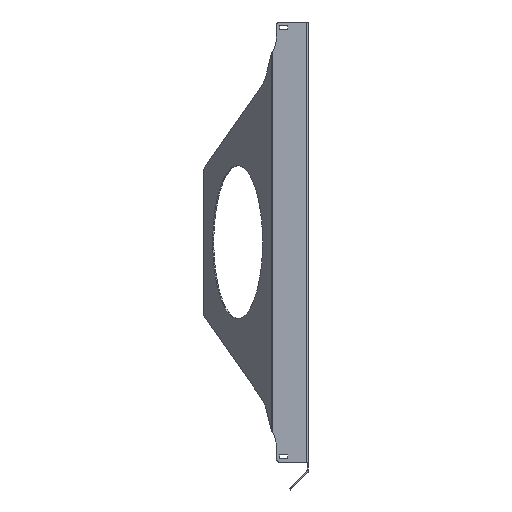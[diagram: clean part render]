
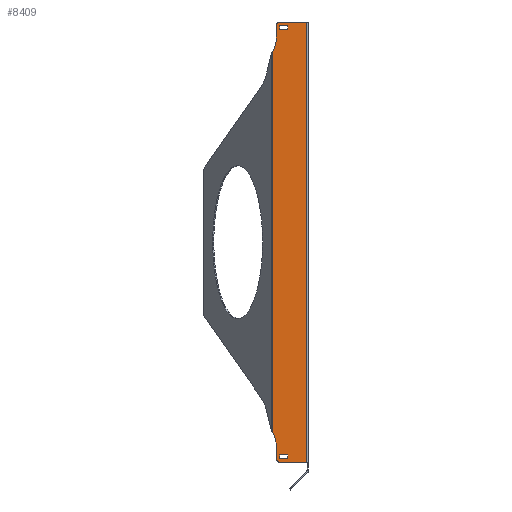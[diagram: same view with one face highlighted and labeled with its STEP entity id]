
A CAD part, left-side view. The second image highlights one B-rep face of the part: STEP entity #8409.
In plain terms, the highlighted planar face has unit normal (-1, 0, 0).
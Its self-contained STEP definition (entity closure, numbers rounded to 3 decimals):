
#3142=CARTESIAN_POINT('',(3472.088,0.737,-8370.034));
#3143=VERTEX_POINT('',#3142);
#3167=CARTESIAN_POINT('',(3472.088,0.737,-8972.133));
#3168=VERTEX_POINT('',#3167);
#3201=CARTESIAN_POINT('',(3472.088,0.737,-8967.133));
#3202=DIRECTION('',(0.0,0.0,-1.0));
#3203=VECTOR('',#3202,1.0);
#3204=LINE('',#3201,#3203);
#3205=EDGE_CURVE('no 24465',#3143,#3168,#3204,.T.);
#7599=CARTESIAN_POINT('',(3472.088,46.607,-8931.728));
#7600=VERTEX_POINT('',#7599);
#7857=CARTESIAN_POINT('',(3472.088,46.607,-8410.439));
#7858=VERTEX_POINT('',#7857);
#7919=CARTESIAN_POINT('',(3472.088,37.298,-8962.033));
#7920=VERTEX_POINT('',#7919);
#7927=CARTESIAN_POINT('',(3472.088,37.298,-8967.233));
#7928=VERTEX_POINT('',#7927);
#7929=CARTESIAN_POINT('',(3472.088,37.298,-8967.233));
#7930=DIRECTION('',(0.0,0.0,1.0));
#7931=VECTOR('',#7930,1.0);
#7932=LINE('',#7929,#7931);
#7933=EDGE_CURVE('no 24926',#7928,#7920,#7932,.T.);
#7958=CARTESIAN_POINT('',(3472.088,26.298,-8967.233));
#7959=VERTEX_POINT('',#7958);
#7960=CARTESIAN_POINT('',(3472.088,26.298,-8967.233));
#7961=DIRECTION('',(0.0,1.0,0.0));
#7962=VECTOR('',#7961,1.0);
#7963=LINE('',#7960,#7962);
#7964=EDGE_CURVE('no 24925',#7959,#7928,#7963,.T.);
#7989=CARTESIAN_POINT('',(3472.088,26.298,-8962.033));
#7990=VERTEX_POINT('',#7989);
#7991=CARTESIAN_POINT('',(3472.088,26.298,-8967.233));
#7992=DIRECTION('',(0.0,0.0,-1.0));
#7993=VECTOR('',#7992,1.0);
#7994=LINE('',#7991,#7993);
#7995=EDGE_CURVE('no 24924',#7990,#7959,#7994,.T.);
#8018=CARTESIAN_POINT('',(3472.088,26.298,-8962.033));
#8019=DIRECTION('',(0.0,-1.0,0.0));
#8020=VECTOR('',#8019,1.0);
#8021=LINE('',#8018,#8020);
#8022=EDGE_CURVE('no 24923',#7920,#7990,#8021,.T.);
#8043=CARTESIAN_POINT('',(3472.088,37.298,-8380.134));
#8044=VERTEX_POINT('',#8043);
#8051=CARTESIAN_POINT('',(3472.088,26.298,-8380.134));
#8052=VERTEX_POINT('',#8051);
#8053=CARTESIAN_POINT('',(3472.088,26.298,-8380.134));
#8054=DIRECTION('',(0.0,1.0,0.0));
#8055=VECTOR('',#8054,1.0);
#8056=LINE('',#8053,#8055);
#8057=EDGE_CURVE('no 24922',#8052,#8044,#8056,.T.);
#8082=CARTESIAN_POINT('',(3472.088,26.298,-8374.934));
#8083=VERTEX_POINT('',#8082);
#8084=CARTESIAN_POINT('',(3472.088,26.298,-8374.934));
#8085=DIRECTION('',(0.0,0.0,-1.0));
#8086=VECTOR('',#8085,1.0);
#8087=LINE('',#8084,#8086);
#8088=EDGE_CURVE('no 24921',#8083,#8052,#8087,.T.);
#8113=CARTESIAN_POINT('',(3472.088,37.298,-8374.934));
#8114=VERTEX_POINT('',#8113);
#8115=CARTESIAN_POINT('',(3472.088,26.298,-8374.934));
#8116=DIRECTION('',(0.0,-1.0,0.0));
#8117=VECTOR('',#8116,1.0);
#8118=LINE('',#8115,#8117);
#8119=EDGE_CURVE('no 24920',#8114,#8083,#8118,.T.);
#8142=CARTESIAN_POINT('',(3472.088,37.298,-8374.934));
#8143=DIRECTION('',(0.0,0.0,1.0));
#8144=VECTOR('',#8143,1.0);
#8145=LINE('',#8142,#8144);
#8146=EDGE_CURVE('no 24919',#8044,#8114,#8145,.T.);
#8168=CARTESIAN_POINT('',(3472.088,36.798,-8972.133));
#8169=VERTEX_POINT('',#8168);
#8176=CARTESIAN_POINT('',(3472.088,41.798,-8967.133));
#8177=VERTEX_POINT('',#8176);
#8178=CARTESIAN_POINT('',(3472.088,36.798,-8967.133));
#8179=DIRECTION('',(1.0,-0.0,0.0));
#8180=DIRECTION('',(0.0,0.0,1.0));
#8181=AXIS2_PLACEMENT_3D('',#8178,#8179,#8180);
#8182=CIRCLE('',#8181,5.0);
#8183=EDGE_CURVE('no 24898',#8169,#8177,#8182,.T.);
#8208=CARTESIAN_POINT('',(3472.088,41.798,-8953.122));
#8209=VERTEX_POINT('',#8208);
#8210=CARTESIAN_POINT('',(3472.088,41.798,-8953.122));
#8211=DIRECTION('',(0.0,0.0,1.0));
#8212=VECTOR('',#8211,1.0);
#8213=LINE('',#8210,#8212);
#8214=EDGE_CURVE('no 24900',#8177,#8209,#8213,.T.);
#8239=CARTESIAN_POINT('',(3472.088,91.798,-8953.122));
#8240=DIRECTION('',(-1.0,0.0,-0.0));
#8241=DIRECTION('',(0.0,0.0,1.0));
#8242=AXIS2_PLACEMENT_3D('',#8239,#8240,#8241);
#8243=CIRCLE('',#8242,50.0);
#8244=EDGE_CURVE('no 24902',#8209,#7600,#8243,.T.);
#8254=CARTESIAN_POINT('',(3472.088,46.607,-8967.133));
#8255=DIRECTION('',(0.0,0.0,-1.0));
#8256=VECTOR('',#8255,1.0);
#8257=LINE('',#8254,#8256);
#8258=EDGE_CURVE('no 24918',#7858,#7600,#8257,.T.);
#8274=CARTESIAN_POINT('',(3472.088,41.798,-8389.045));
#8275=VERTEX_POINT('',#8274);
#8276=CARTESIAN_POINT('',(3472.088,91.798,-8389.045));
#8277=DIRECTION('',(-1.0,0.0,-0.0));
#8278=DIRECTION('',(0.0,0.0,1.0));
#8279=AXIS2_PLACEMENT_3D('',#8276,#8277,#8278);
#8280=CIRCLE('',#8279,50.0);
#8281=EDGE_CURVE('no 24912',#7858,#8275,#8280,.T.);
#8315=CARTESIAN_POINT('',(3472.088,41.798,-8375.034));
#8316=VERTEX_POINT('',#8315);
#8317=CARTESIAN_POINT('',(3472.088,41.798,-8389.045));
#8318=DIRECTION('',(0.0,-0.0,1.0));
#8319=VECTOR('',#8318,1.0);
#8320=LINE('',#8317,#8319);
#8321=EDGE_CURVE('no 24914',#8275,#8316,#8320,.T.);
#8347=CARTESIAN_POINT('',(3472.088,36.798,-8370.034));
#8348=VERTEX_POINT('',#8347);
#8349=CARTESIAN_POINT('',(3472.088,36.798,-8375.034));
#8350=DIRECTION('',(1.0,-0.0,0.0));
#8351=DIRECTION('',(0.0,0.0,1.0));
#8352=AXIS2_PLACEMENT_3D('',#8349,#8350,#8351);
#8353=CIRCLE('',#8352,5.0);
#8354=EDGE_CURVE('no 24916',#8316,#8348,#8353,.T.);
#8370=ORIENTED_EDGE('',*,*,#3205,.F.);
#8371=CARTESIAN_POINT('',(3472.088,36.798,-8370.034));
#8372=DIRECTION('',(0.0,-1.0,0.0));
#8373=VECTOR('',#8372,1.0);
#8374=LINE('',#8371,#8373);
#8375=EDGE_CURVE('no 24927',#8348,#3143,#8374,.T.);
#8376=ORIENTED_EDGE('',*,*,#8375,.F.);
#8377=ORIENTED_EDGE('',*,*,#8354,.F.);
#8378=ORIENTED_EDGE('',*,*,#8321,.F.);
#8379=ORIENTED_EDGE('',*,*,#8281,.F.);
#8380=ORIENTED_EDGE('',*,*,#8258,.T.);
#8381=ORIENTED_EDGE('',*,*,#8244,.F.);
#8382=ORIENTED_EDGE('',*,*,#8214,.F.);
#8383=ORIENTED_EDGE('',*,*,#8183,.F.);
#8384=CARTESIAN_POINT('',(3472.088,36.798,-8972.133));
#8385=DIRECTION('',(0.0,1.0,0.0));
#8386=VECTOR('',#8385,1.0);
#8387=LINE('',#8384,#8386);
#8388=EDGE_CURVE('no 24939',#3168,#8169,#8387,.T.);
#8389=ORIENTED_EDGE('',*,*,#8388,.F.);
#8390=EDGE_LOOP('',(#8370,#8376,#8377,#8378,#8379,#8380,#8381,#8382,#8383,#8389));
#8391=FACE_OUTER_BOUND('',#8390,.T.);
#8392=ORIENTED_EDGE('',*,*,#8146,.T.);
#8393=ORIENTED_EDGE('',*,*,#8119,.T.);
#8394=ORIENTED_EDGE('',*,*,#8088,.T.);
#8395=ORIENTED_EDGE('',*,*,#8057,.T.);
#8396=EDGE_LOOP('',(#8392,#8393,#8394,#8395));
#8397=FACE_BOUND('',#8396,.T.);
#8398=ORIENTED_EDGE('',*,*,#8022,.T.);
#8399=ORIENTED_EDGE('',*,*,#7995,.T.);
#8400=ORIENTED_EDGE('',*,*,#7964,.T.);
#8401=ORIENTED_EDGE('',*,*,#7933,.T.);
#8402=EDGE_LOOP('',(#8398,#8399,#8400,#8401));
#8403=FACE_BOUND('',#8402,.T.);
#8404=CARTESIAN_POINT('',(3472.088,36.798,-8967.133));
#8405=DIRECTION('',(1.0,-0.0,0.0));
#8406=DIRECTION('',(0.0,0.0,1.0));
#8407=AXIS2_PLACEMENT_3D('',#8404,#8405,#8406);
#8408=PLANE('',#8407);
#8409=ADVANCED_FACE('no 25888',(#8391,#8397,#8403),#8408,.F.);
